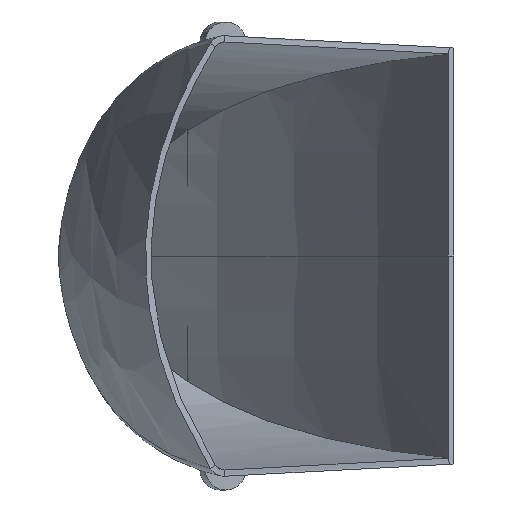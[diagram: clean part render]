
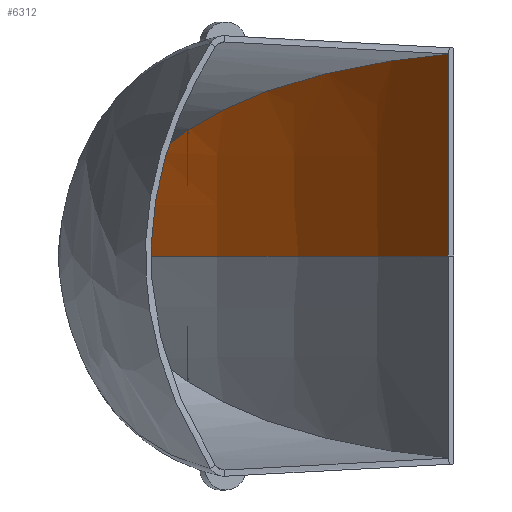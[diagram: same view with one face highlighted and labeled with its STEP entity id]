
A CAD part, left-side view. The second image highlights one B-rep face of the part: STEP entity #6312.
In plain terms, the highlighted face is a extrusion surface.
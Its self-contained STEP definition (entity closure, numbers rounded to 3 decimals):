
#6081=CARTESIAN_POINT('Vertex',(-105.736,-120.187,0.)) ;
#6085=CARTESIAN_POINT('Control Point',(107.939,60.432,0.)) ;
#6086=CARTESIAN_POINT('Control Point',(103.828,53.728,0.)) ;
#6087=CARTESIAN_POINT('Control Point',(99.51,47.184,0.)) ;
#6088=CARTESIAN_POINT('Control Point',(94.986,40.799,0.)) ;
#6089=CARTESIAN_POINT('Control Point',(84.122,26.506,0.)) ;
#6090=CARTESIAN_POINT('Control Point',(72.254,13.011,0.)) ;
#6091=CARTESIAN_POINT('Control Point',(65.269,5.63,0.)) ;
#6092=CARTESIAN_POINT('Control Point',(50.057,-9.57,0.)) ;
#6093=CARTESIAN_POINT('Control Point',(34.117,-23.994,0.)) ;
#6094=CARTESIAN_POINT('Control Point',(25.57,-31.415,0.)) ;
#6095=CARTESIAN_POINT('Control Point',(-4.002,-56.055,0.)) ;
#6096=CARTESIAN_POINT('Control Point',(-35.161,-78.594,0.)) ;
#6097=CARTESIAN_POINT('Control Point',(-57.926,-93.485,0.)) ;
#6098=CARTESIAN_POINT('Control Point',(-81.451,-107.35,0.)) ;
#6099=CARTESIAN_POINT('Control Point',(-105.736,-120.187,0.)) ;
#6100=CARTESIAN_POINT('Vertex',(107.939,60.432,0.)) ;
#6193=CARTESIAN_POINT('Vertex',(-105.736,-120.187,97.606)) ;
#6197=CARTESIAN_POINT('Control Point',(-105.736,-120.187,0.)) ;
#6198=CARTESIAN_POINT('Control Point',(-105.736,-120.187,19.521)) ;
#6199=CARTESIAN_POINT('Control Point',(-105.736,-120.187,39.042)) ;
#6200=CARTESIAN_POINT('Control Point',(-105.736,-120.187,58.564)) ;
#6201=CARTESIAN_POINT('Control Point',(-105.736,-120.187,78.085)) ;
#6202=CARTESIAN_POINT('Control Point',(-105.736,-120.187,97.606)) ;
#6213=CARTESIAN_POINT('Control Point',(107.94,60.433,0.)) ;
#6214=CARTESIAN_POINT('Control Point',(103.828,53.728,0.)) ;
#6215=CARTESIAN_POINT('Control Point',(99.511,47.184,0.)) ;
#6216=CARTESIAN_POINT('Control Point',(94.986,40.799,0.)) ;
#6217=CARTESIAN_POINT('Control Point',(84.122,26.506,0.)) ;
#6218=CARTESIAN_POINT('Control Point',(72.254,13.011,0.)) ;
#6219=CARTESIAN_POINT('Control Point',(65.269,5.63,0.)) ;
#6220=CARTESIAN_POINT('Control Point',(50.057,-9.57,0.)) ;
#6221=CARTESIAN_POINT('Control Point',(34.117,-23.994,0.)) ;
#6222=CARTESIAN_POINT('Control Point',(25.57,-31.415,0.)) ;
#6223=CARTESIAN_POINT('Control Point',(-4.002,-56.055,0.)) ;
#6224=CARTESIAN_POINT('Control Point',(-35.161,-78.594,0.)) ;
#6225=CARTESIAN_POINT('Control Point',(-57.926,-93.485,0.)) ;
#6226=CARTESIAN_POINT('Control Point',(-81.451,-107.35,0.)) ;
#6227=CARTESIAN_POINT('Control Point',(-105.736,-120.187,0.)) ;
#6232=CARTESIAN_POINT('Control Point',(107.641,59.947,1.902)) ;
#6233=CARTESIAN_POINT('Control Point',(107.039,58.97,3.746)) ;
#6234=CARTESIAN_POINT('Control Point',(106.322,57.816,5.838)) ;
#6235=CARTESIAN_POINT('Control Point',(105.463,56.45,8.203)) ;
#6236=CARTESIAN_POINT('Control Point',(103.846,53.922,12.322)) ;
#6237=CARTESIAN_POINT('Control Point',(101.836,50.884,16.817)) ;
#6238=CARTESIAN_POINT('Control Point',(101.043,49.7,18.509)) ;
#6239=CARTESIAN_POINT('Control Point',(99.215,47.009,22.217)) ;
#6240=CARTESIAN_POINT('Control Point',(97.16,44.075,25.963)) ;
#6241=CARTESIAN_POINT('Control Point',(95.992,42.435,27.971)) ;
#6242=CARTESIAN_POINT('Control Point',(93.287,38.711,32.345)) ;
#6243=CARTESIAN_POINT('Control Point',(90.294,34.757,36.593)) ;
#6244=CARTESIAN_POINT('Control Point',(88.582,32.547,38.853)) ;
#6245=CARTESIAN_POINT('Control Point',(84.16,26.978,44.284)) ;
#6246=CARTESIAN_POINT('Control Point',(79.292,21.195,49.3)) ;
#6247=CARTESIAN_POINT('Control Point',(76.249,17.705,52.123)) ;
#6248=CARTESIAN_POINT('Control Point',(70.134,10.926,57.251)) ;
#6249=CARTESIAN_POINT('Control Point',(63.567,4.073,61.798)) ;
#6250=CARTESIAN_POINT('Control Point',(60.314,0.769,63.855)) ;
#6251=CARTESIAN_POINT('Control Point',(54.187,-5.3,67.401)) ;
#6252=CARTESIAN_POINT('Control Point',(47.815,-11.351,70.547)) ;
#6253=CARTESIAN_POINT('Control Point',(44.869,-14.099,71.901)) ;
#6254=CARTESIAN_POINT('Control Point',(39.762,-18.783,74.089)) ;
#6255=CARTESIAN_POINT('Control Point',(34.57,-23.414,76.068)) ;
#6256=CARTESIAN_POINT('Control Point',(32.399,-25.329,76.857)) ;
#6257=CARTESIAN_POINT('Control Point',(23.713,-32.907,79.866)) ;
#6258=CARTESIAN_POINT('Control Point',(14.868,-40.298,82.389)) ;
#6259=CARTESIAN_POINT('Control Point',(8.118,-45.768,84.078)) ;
#6260=CARTESIAN_POINT('Control Point',(0.756,-51.541,85.695)) ;
#6261=CARTESIAN_POINT('Control Point',(-6.591,-57.114,87.122)) ;
#6262=CARTESIAN_POINT('Control Point',(-7.052,-57.463,87.211)) ;
#6263=CARTESIAN_POINT('Control Point',(-8.696,-58.704,87.525)) ;
#6264=CARTESIAN_POINT('Control Point',(-10.338,-59.935,87.83)) ;
#6265=CARTESIAN_POINT('Control Point',(-11.511,-60.81,88.043)) ;
#6266=CARTESIAN_POINT('Control Point',(-14.326,-62.897,88.545)) ;
#6267=CARTESIAN_POINT('Control Point',(-17.143,-64.959,89.024)) ;
#6268=CARTESIAN_POINT('Control Point',(-18.788,-66.154,89.296)) ;
#6269=CARTESIAN_POINT('Control Point',(-23.796,-69.766,90.101)) ;
#6270=CARTESIAN_POINT('Control Point',(-28.831,-73.314,90.847)) ;
#6271=CARTESIAN_POINT('Control Point',(-32.226,-75.671,91.323)) ;
#6272=CARTESIAN_POINT('Control Point',(-38.246,-79.786,92.123)) ;
#6273=CARTESIAN_POINT('Control Point',(-44.317,-83.824,92.856)) ;
#6274=CARTESIAN_POINT('Control Point',(-46.949,-85.554,93.161)) ;
#6275=CARTESIAN_POINT('Control Point',(-50.292,-87.725,93.533)) ;
#6276=CARTESIAN_POINT('Control Point',(-53.632,-89.862,93.884)) ;
#6277=CARTESIAN_POINT('Control Point',(-54.336,-90.311,93.958)) ;
#6278=CARTESIAN_POINT('Control Point',(-59.04,-93.301,94.442)) ;
#6279=CARTESIAN_POINT('Control Point',(-63.737,-96.225,94.888)) ;
#6280=CARTESIAN_POINT('Control Point',(-67.741,-98.672,95.243)) ;
#6281=CARTESIAN_POINT('Control Point',(-77.626,-104.606,96.058)) ;
#6282=CARTESIAN_POINT('Control Point',(-87.625,-110.344,96.73)) ;
#6283=CARTESIAN_POINT('Control Point',(-93.617,-113.691,97.079)) ;
#6284=CARTESIAN_POINT('Control Point',(-99.661,-116.975,97.373)) ;
#6285=CARTESIAN_POINT('Control Point',(-105.736,-120.187,97.606)) ;
#6286=CARTESIAN_POINT('Vertex',(107.641,59.947,1.902)) ;
#6290=CARTESIAN_POINT('Control Point',(107.939,60.432,0.)) ;
#6291=CARTESIAN_POINT('Control Point',(107.939,60.432,0.055)) ;
#6292=CARTESIAN_POINT('Control Point',(107.939,60.431,0.11)) ;
#6293=CARTESIAN_POINT('Control Point',(107.938,60.429,0.163)) ;
#6294=CARTESIAN_POINT('Control Point',(107.932,60.42,0.332)) ;
#6295=CARTESIAN_POINT('Control Point',(107.923,60.406,0.462)) ;
#6296=CARTESIAN_POINT('Control Point',(107.917,60.395,0.54)) ;
#6297=CARTESIAN_POINT('Control Point',(107.895,60.36,0.764)) ;
#6298=CARTESIAN_POINT('Control Point',(107.872,60.322,0.927)) ;
#6299=CARTESIAN_POINT('Control Point',(107.857,60.298,1.022)) ;
#6300=CARTESIAN_POINT('Control Point',(107.805,60.213,1.313)) ;
#6301=CARTESIAN_POINT('Control Point',(107.751,60.126,1.531)) ;
#6302=CARTESIAN_POINT('Control Point',(107.715,60.068,1.664)) ;
#6303=CARTESIAN_POINT('Control Point',(107.678,60.007,1.788)) ;
#6304=CARTESIAN_POINT('Control Point',(107.641,59.947,1.902)) ;
#6228=DIRECTION('Vector Direction',(0.,0.,1.)) ;
#6307=ORIENTED_EDGE('',*,*,#6102,.T.) ;
#6308=ORIENTED_EDGE('',*,*,#6203,.F.) ;
#6309=ORIENTED_EDGE('',*,*,#6288,.F.) ;
#6310=ORIENTED_EDGE('',*,*,#6305,.T.) ;
#6229=VECTOR('Extrusion Surface Vector',#6228,1.) ;
#6312=ADVANCED_FACE('PartBody',(#6311),#6230,.T.) ;
#6084=B_SPLINE_CURVE_WITH_KNOTS('',5,(#6085,#6086,#6087,#6088,#6089,#6090,#6091,#6092,#6093,#6094,#6095,#6096,#6097,#6098,#6099),.UNSPECIFIED.,.F.,.U.,(6,3,3,3,6),(0.353,39.477,90.19,146.757,282.759),.UNSPECIFIED.) ;
#6196=B_SPLINE_CURVE_WITH_KNOTS('',5,(#6197,#6198,#6199,#6200,#6201,#6202),.UNSPECIFIED.,.F.,.U.,(6,6),(0.,97.606),.UNSPECIFIED.) ;
#6212=B_SPLINE_CURVE_WITH_KNOTS('',5,(#6213,#6214,#6215,#6216,#6217,#6218,#6219,#6220,#6221,#6222,#6223,#6224,#6225,#6226,#6227),.UNSPECIFIED.,.F.,.U.,(6,3,3,3,6),(0.352,39.477,90.19,146.757,282.759),.UNSPECIFIED.) ;
#6231=B_SPLINE_CURVE_WITH_KNOTS('',5,(#6232,#6233,#6234,#6235,#6236,#6237,#6238,#6239,#6240,#6241,#6242,#6243,#6244,#6245,#6246,#6247,#6248,#6249,#6250,#6251,#6252,#6253,#6254,#6255,#6256,#6257,#6258,#6259,#6260,#6261,#6262,#6263,#6264,#6265,#6266,#6267,#6268,#6269,#6270,#6271,#6272,#6273,#6274,#6275,#6276,#6277,#6278,#6279,#6280,#6281,#6282,#6283,#6284,#6285),.UNSPECIFIED.,.F.,.U.,(6,3,3,3,3,3,3,3,3,3,3,3,3,3,3,3,3,6),(5.339,36.491,54.68,75.897,101.293,138.669,173.287,202.214,222.824,284.402,288.612,299.128,313.853,343.899,366.796,372.918,407.699,458.555),.UNSPECIFIED.) ;
#6289=B_SPLINE_CURVE_WITH_KNOTS('',5,(#6290,#6291,#6292,#6293,#6294,#6295,#6296,#6297,#6298,#6299,#6300,#6301,#6302,#6303,#6304),.UNSPECIFIED.,.F.,.U.,(6,3,3,3,6),(0.,0.446,1.571,3.958,9.222),.UNSPECIFIED.) ;
#6102=EDGE_CURVE('',#6101,#6082,#6084,.T.) ;
#6203=EDGE_CURVE('',#6194,#6082,#6196,.F.) ;
#6288=EDGE_CURVE('',#6287,#6194,#6231,.T.) ;
#6305=EDGE_CURVE('',#6287,#6101,#6289,.F.) ;
#6306=EDGE_LOOP('',(#6307,#6308,#6309,#6310)) ;
#6311=FACE_OUTER_BOUND('',#6306,.T.) ;
#6230=SURFACE_OF_LINEAR_EXTRUSION('generated tabulated cylinder',#6212,#6229) ;
#6082=VERTEX_POINT('',#6081) ;
#6101=VERTEX_POINT('',#6100) ;
#6194=VERTEX_POINT('',#6193) ;
#6287=VERTEX_POINT('',#6286) ;
